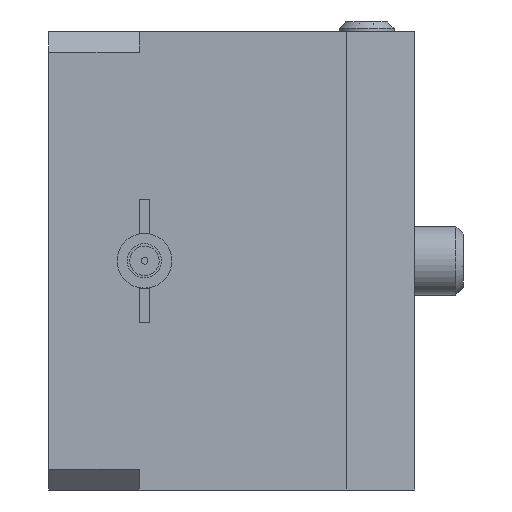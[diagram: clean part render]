
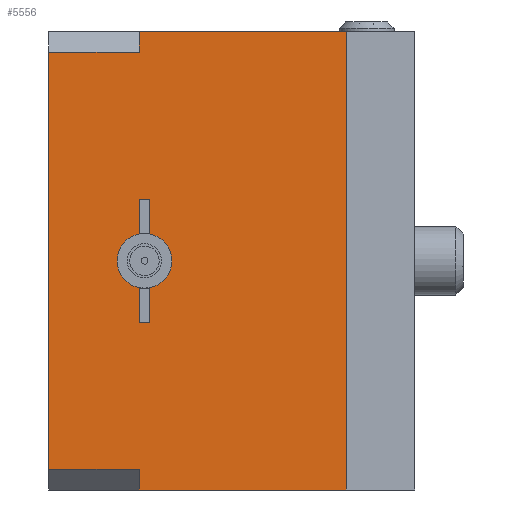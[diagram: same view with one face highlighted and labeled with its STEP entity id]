
A CAD part, left-side view. The second image highlights one B-rep face of the part: STEP entity #5556.
In plain terms, the highlighted planar face has unit normal (-1, 0, 0).
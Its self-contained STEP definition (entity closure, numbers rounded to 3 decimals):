
#5556=ADVANCED_FACE('',(#14277,#14279,#14281,#14283),#14285,.F.);
#14277=FACE_BOUND('',#14278,.T.);
#14278=EDGE_LOOP('',(#18313,#18314,#18315,#18316,#18317,#18318,#18319,#18320));
#14279=FACE_BOUND('',#14280,.T.);
#14280=EDGE_LOOP('',(#18321,#18322,#18323,#18324));
#14281=FACE_BOUND('',#14282,.T.);
#14282=EDGE_LOOP('',(#18325,#18326,#18327,#18328,#18329));
#14283=FACE_BOUND('',#14284,.T.);
#14284=EDGE_LOOP('',(#18330));
#14285=PLANE('',#14286);
#14286=AXIS2_PLACEMENT_3D('',#14287,#14288,#14289);
#14287=CARTESIAN_POINT('',(-36.4,4.25,6.));
#14288=DIRECTION('',(1.,0.,-0.));
#14289=DIRECTION('',(-0.,0.,-1.));
#18313=ORIENTED_EDGE('',*,*,#20445,.F.);
#18314=ORIENTED_EDGE('',*,*,#20446,.T.);
#18315=ORIENTED_EDGE('',*,*,#20447,.F.);
#18316=ORIENTED_EDGE('',*,*,#20448,.F.);
#18317=ORIENTED_EDGE('',*,*,#20449,.T.);
#18318=ORIENTED_EDGE('',*,*,#20450,.T.);
#18319=ORIENTED_EDGE('',*,*,#20451,.F.);
#18320=ORIENTED_EDGE('',*,*,#20452,.F.);
#18321=ORIENTED_EDGE('',*,*,#20453,.F.);
#18322=ORIENTED_EDGE('',*,*,#20454,.F.);
#18323=ORIENTED_EDGE('',*,*,#20455,.F.);
#18324=ORIENTED_EDGE('',*,*,#20456,.F.);
#18325=ORIENTED_EDGE('',*,*,#20457,.F.);
#18326=ORIENTED_EDGE('',*,*,#20458,.F.);
#18327=ORIENTED_EDGE('',*,*,#20459,.F.);
#18328=ORIENTED_EDGE('',*,*,#20460,.F.);
#18329=ORIENTED_EDGE('',*,*,#20461,.F.);
#18330=ORIENTED_EDGE('',*,*,#19262,.F.);
#19262=EDGE_CURVE('',#21299,#21299,#21300,.T.);
#20445=EDGE_CURVE('',#23285,#23286,#23287,.T.);
#20446=EDGE_CURVE('',#23285,#23288,#23289,.T.);
#20447=EDGE_CURVE('',#23290,#23288,#23291,.T.);
#20448=EDGE_CURVE('',#23292,#23290,#23293,.T.);
#20449=EDGE_CURVE('',#23292,#23294,#23295,.T.);
#20450=EDGE_CURVE('',#23294,#23296,#23297,.T.);
#20451=EDGE_CURVE('',#23298,#23296,#23299,.T.);
#20452=EDGE_CURVE('',#23286,#23298,#23300,.T.);
#20453=EDGE_CURVE('',#23301,#23302,#23303,.T.);
#20454=EDGE_CURVE('',#23304,#23301,#23305,.T.);
#20455=EDGE_CURVE('',#23306,#23304,#23307,.T.);
#20456=EDGE_CURVE('',#23302,#23306,#23308,.T.);
#20457=EDGE_CURVE('',#23309,#21299,#23310,.T.);
#20458=EDGE_CURVE('',#23311,#23309,#23312,.T.);
#20459=EDGE_CURVE('',#23313,#23311,#23314,.T.);
#20460=EDGE_CURVE('',#23315,#23313,#23316,.T.);
#20461=EDGE_CURVE('',#21299,#23315,#23317,.T.);
#21299=VERTEX_POINT('',#29514);
#21300=CIRCLE('',#29515,0.8);
#23285=VERTEX_POINT('',#43993);
#23286=VERTEX_POINT('',#43994);
#23287=LINE('',#43995,#43996);
#23288=VERTEX_POINT('',#43998);
#23289=LINE('',#43999,#44000);
#23290=VERTEX_POINT('',#44002);
#23291=LINE('',#44003,#44004);
#23292=VERTEX_POINT('',#44006);
#23293=LINE('',#44007,#44008);
#23294=VERTEX_POINT('',#44010);
#23295=LINE('',#44011,#44012);
#23296=VERTEX_POINT('',#44014);
#23297=LINE('',#44015,#44016);
#23298=VERTEX_POINT('',#44018);
#23299=LINE('',#44019,#44020);
#23300=LINE('',#44022,#44023);
#23301=VERTEX_POINT('',#44025);
#23302=VERTEX_POINT('',#44026);
#23303=LINE('',#44027,#44028);
#23304=VERTEX_POINT('',#44030);
#23305=LINE('',#44031,#44032);
#23306=VERTEX_POINT('',#44034);
#23307=LINE('',#44035,#44036);
#23308=LINE('',#44038,#44039);
#23309=VERTEX_POINT('',#44041);
#23310=LINE('',#44042,#44043);
#23311=VERTEX_POINT('',#44045);
#23312=LINE('',#44046,#44047);
#23313=VERTEX_POINT('',#44049);
#23314=LINE('',#44050,#44051);
#23315=VERTEX_POINT('',#44053);
#23316=LINE('',#44054,#44055);
#23317=LINE('',#44057,#44058);
#29514=CARTESIAN_POINT('',(-36.4,1.45,0.8));
#29515=AXIS2_PLACEMENT_3D('',#29516,#29517,#29518);
#29516=CARTESIAN_POINT('',(-36.4,1.45,0.));
#29517=DIRECTION('',(-1.,-0.,0.));
#29518=DIRECTION('',(0.,0.,-1.));
#43993=CARTESIAN_POINT('',(-36.4,-4.45,-6.7));
#43994=CARTESIAN_POINT('',(-36.4,1.6,-6.7));
#43995=CARTESIAN_POINT('',(-36.4,-4.45,-6.7));
#43996=VECTOR('',#43997,1.);
#43997=DIRECTION('',(0.,1.,0.));
#43998=CARTESIAN_POINT('',(-36.4,-4.45,6.7));
#43999=CARTESIAN_POINT('',(-36.4,-4.45,-6.7));
#44000=VECTOR('',#44001,1.);
#44001=DIRECTION('',(0.,0.,1.));
#44002=CARTESIAN_POINT('',(-36.4,1.6,6.7));
#44003=CARTESIAN_POINT('',(-36.4,1.6,6.7));
#44004=VECTOR('',#44005,1.);
#44005=DIRECTION('',(0.,-1.,0.));
#44006=CARTESIAN_POINT('',(-36.4,1.6,6.1));
#44007=CARTESIAN_POINT('',(-36.4,1.6,6.1));
#44008=VECTOR('',#44009,1.);
#44009=DIRECTION('',(0.,0.,1.));
#44010=CARTESIAN_POINT('',(-36.4,4.25,6.1));
#44011=CARTESIAN_POINT('',(-36.4,1.6,6.1));
#44012=VECTOR('',#44013,1.);
#44013=DIRECTION('',(0.,1.,0.));
#44014=CARTESIAN_POINT('',(-36.4,4.25,-6.1));
#44015=CARTESIAN_POINT('',(-36.4,4.25,6.1));
#44016=VECTOR('',#44017,1.);
#44017=DIRECTION('',(0.,0.,-1.));
#44018=CARTESIAN_POINT('',(-36.4,1.6,-6.1));
#44019=CARTESIAN_POINT('',(-36.4,1.6,-6.1));
#44020=VECTOR('',#44021,1.);
#44021=DIRECTION('',(0.,1.,0.));
#44022=CARTESIAN_POINT('',(-36.4,1.6,-6.7));
#44023=VECTOR('',#44024,1.);
#44024=DIRECTION('',(0.,0.,1.));
#44025=CARTESIAN_POINT('',(-36.4,1.3,-0.8));
#44026=CARTESIAN_POINT('',(-36.4,1.6,-0.8));
#44027=CARTESIAN_POINT('',(-36.4,1.3,-0.8));
#44028=VECTOR('',#44029,1.);
#44029=DIRECTION('',(0.,1.,0.));
#44030=CARTESIAN_POINT('',(-36.4,1.3,-1.8));
#44031=CARTESIAN_POINT('',(-36.4,1.3,-1.8));
#44032=VECTOR('',#44033,1.);
#44033=DIRECTION('',(0.,0.,1.));
#44034=CARTESIAN_POINT('',(-36.4,1.6,-1.8));
#44035=CARTESIAN_POINT('',(-36.4,1.6,-1.8));
#44036=VECTOR('',#44037,1.);
#44037=DIRECTION('',(0.,-1.,0.));
#44038=CARTESIAN_POINT('',(-36.4,1.6,-0.8));
#44039=VECTOR('',#44040,1.);
#44040=DIRECTION('',(0.,0.,-1.));
#44041=CARTESIAN_POINT('',(-36.4,1.6,0.8));
#44042=CARTESIAN_POINT('',(-36.4,1.6,0.8));
#44043=VECTOR('',#44044,1.);
#44044=DIRECTION('',(0.,-1.,0.));
#44045=CARTESIAN_POINT('',(-36.4,1.6,1.8));
#44046=CARTESIAN_POINT('',(-36.4,1.6,1.8));
#44047=VECTOR('',#44048,1.);
#44048=DIRECTION('',(0.,0.,-1.));
#44049=CARTESIAN_POINT('',(-36.4,1.3,1.8));
#44050=CARTESIAN_POINT('',(-36.4,1.3,1.8));
#44051=VECTOR('',#44052,1.);
#44052=DIRECTION('',(0.,1.,0.));
#44053=CARTESIAN_POINT('',(-36.4,1.3,0.8));
#44054=CARTESIAN_POINT('',(-36.4,1.3,0.8));
#44055=VECTOR('',#44056,1.);
#44056=DIRECTION('',(0.,0.,1.));
#44057=CARTESIAN_POINT('',(-36.4,1.45,0.8));
#44058=VECTOR('',#44059,1.);
#44059=DIRECTION('',(0.,-1.,0.));
